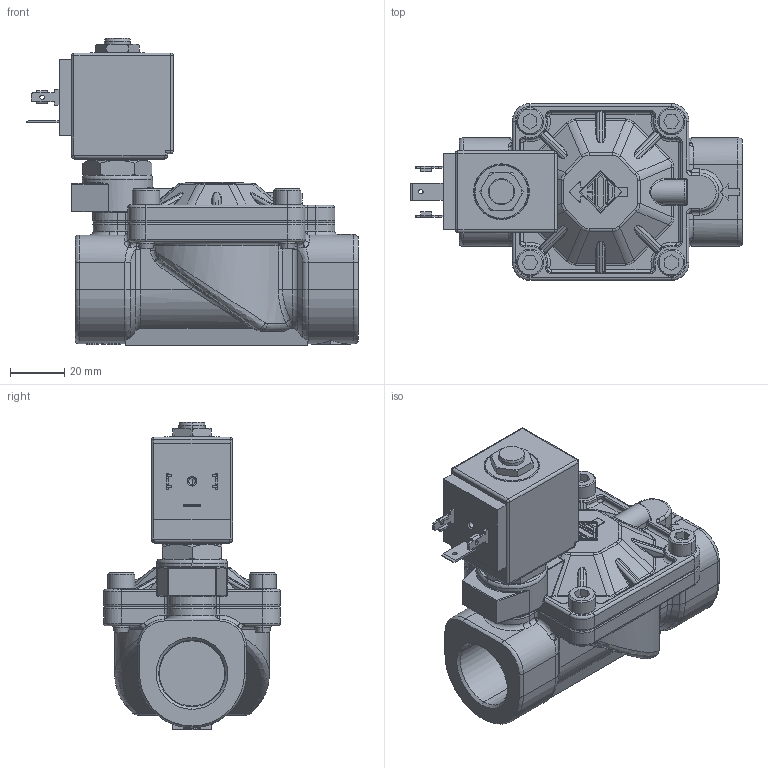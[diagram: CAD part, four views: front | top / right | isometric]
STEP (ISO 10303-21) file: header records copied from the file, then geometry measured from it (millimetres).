
FILE_DESCRIPTION((''),'2;1');
FILE_NAME('21X3KT190_BDA_INGOMBRO_ASM','2009-07-14T',('romeri'),('O.D.E.'),'PRO/ENGINEER BY PARAMETRIC TECHNOLOGY CORPORATION, 2005450','PRO/ENGINEER BY PARAMETRIC TECHNOLOGY CORPORATION, 2005450','');
FILE_SCHEMA(('CONFIG_CONTROL_DESIGN'));
Length unit declared in the file: millimetre
Products named in the file (8): 4500X3_T_INGOMBRO; 452021_INGOMBRO; 450811_INGOMBRO; BOBINA_8_W_INGOMBRO; 450940; 450939; VITE_T_CIL_ESAG_INC_M6X16; 21X3KT190_BDA_INGOMBRO_ASM
Assembly tree (10 placements, depth 2):
  21X3KT190_BDA_INGOMBRO_ASM
    4500X3_T_INGOMBRO
    452021_INGOMBRO
    450811_INGOMBRO
    BOBINA_8_W_INGOMBRO
    450940
    450939
    VITE_T_CIL_ESAG_INC_M6X16  x4
Bounding box: 122.15 x 65 x 113.1 mm (x, y, z)
Volume: 240972.1 mm3; surface area: 60947.7 mm2
Topology: 10 solids, 15 shells, 1335 faces, 3175 edges, 1910 vertices
Faces by surface type: plane 518, cylinder 399, bspline 170, torus 133, cone 92, sphere 23
Entity records: 57700 total; most frequent: CARTESIAN_POINT 14622, ORIENTED_EDGE 6070, DIRECTION 5659, EDGE_CURVE 3035, FILL_AREA_STYLE_COLOUR 2123, FILL_AREA_STYLE 2123, SURFACE_STYLE_FILL_AREA 2123, SURFACE_SIDE_STYLE 2123
